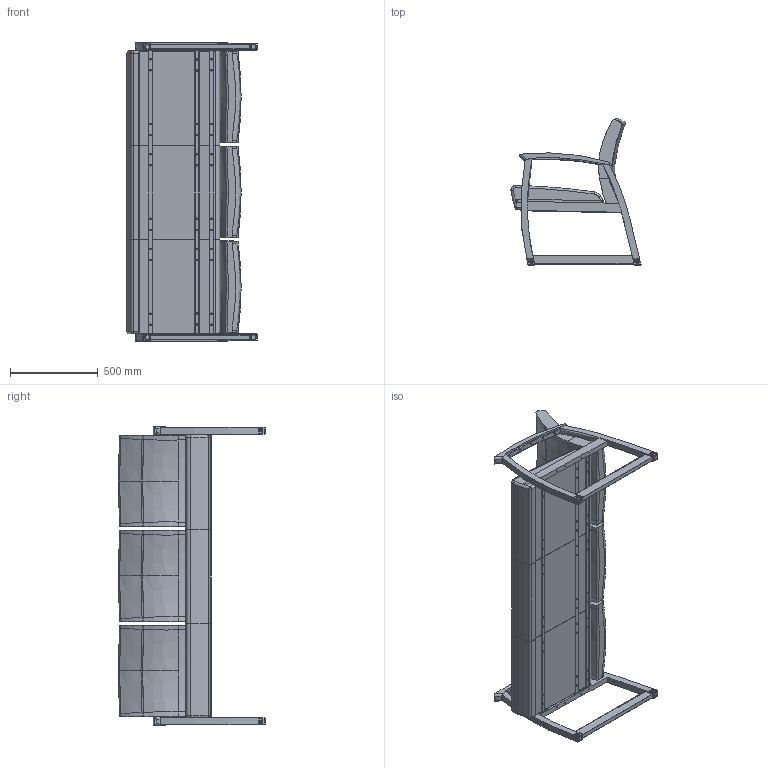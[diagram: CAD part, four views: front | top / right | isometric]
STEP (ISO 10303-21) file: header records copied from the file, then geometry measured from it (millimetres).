
FILE_DESCRIPTION(/* description */ (''),/* implementation_level */ '2;1');
FILE_NAME(/* name */ 'KOT39W.stp',/* time_stamp */ '2018-05-22T16:25:23-04:00',/* author */ ('emehringer'),/* organization */ (''),/* preprocessor_version */ 'ST-DEVELOPER v16.13',/* originating_system */ 'Autodesk Inventor 2018',/* authorisation */ '');
FILE_SCHEMA (('AUTOMOTIVE_DESIGN { 1 0 10303 214 3 1 1 }'));
Products named in the file (18): KOT30U; STUBE1.5X63.5; STUBE PLT-1; TUBE1.5X63.5; KOT30-5-09; KOT30-5-09_1; ROLLOVER T-NUT .25 (FOR .75); KOT10 BACK NEW; KOT10-1 MAC BLK; LEG CAP KOL-1; LEG CAP KOL-1_1; GLD BLK 5-16; KOT30 USEAT WITH SEAMS; KOT10 USEAT FOR KOT30; KOT10 USEAT FOR KOT20-30 RIGHT; KOT10 USEAT FOR KOT20-30 MIDDLE; KOT19ARML; KOT19ARMR
Assembly tree (43 placements, depth 3):
  KOT30U
    STUBE1.5X63.5  x3
      STUBE PLT-1
      TUBE1.5X63.5
    KOT30-5-09
      KOT30-5-09_1
      ROLLOVER T-NUT .25 (FOR .75)  x18
    KOT10 BACK NEW  x3
    KOT10-1 MAC BLK  x2
    LEG CAP KOL-1  x4
      LEG CAP KOL-1_1
      GLD BLK 5-16
    KOT30 USEAT WITH SEAMS
      KOT10 USEAT FOR KOT30
      KOT10 USEAT FOR KOT20-30 RIGHT
      KOT10 USEAT FOR KOT20-30 MIDDLE
    KOT19ARML
    KOT19ARMR
Bounding box: 739.58 x 834.83 x 1698.62 mm (x, y, z)
Volume: 171805514.2 mm3; surface area: 7700063.1 mm2
Topology: 50 solids, 58 shells, 4070 faces, 9201 edges, 5303 vertices
Faces by surface type: cylinder 1416, plane 1152, bspline 804, torus 620, sphere 74, cone 4
Full cylindrical faces by diameter (mm): 6.35 x60, 6.528 x8, 7.137 x24, 7.671 x18, 7.925 x8, 7.937 x1, 7.938 x17, 9.525 x72, 9.906 x4, 11.989 x4, 31.75 x4
Entity records: 48257 total; most frequent: CARTESIAN_POINT 21765, ORIENTED_EDGE 5216, DIRECTION 5215, EDGE_CURVE 2610, AXIS2_PLACEMENT_3D 2109, VERTEX_POINT 1570, EDGE_LOOP 1476, FACE_OUTER_BOUND 1202
